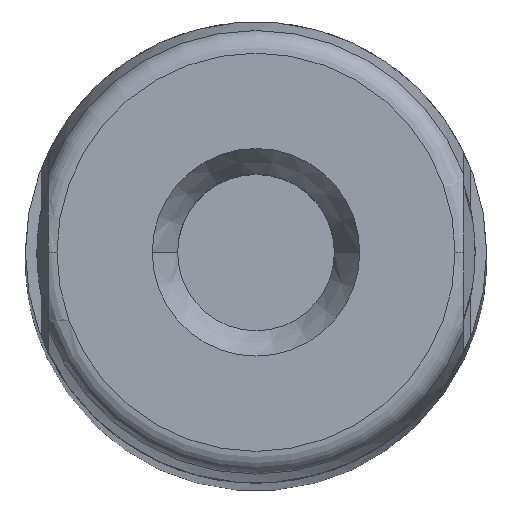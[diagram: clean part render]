
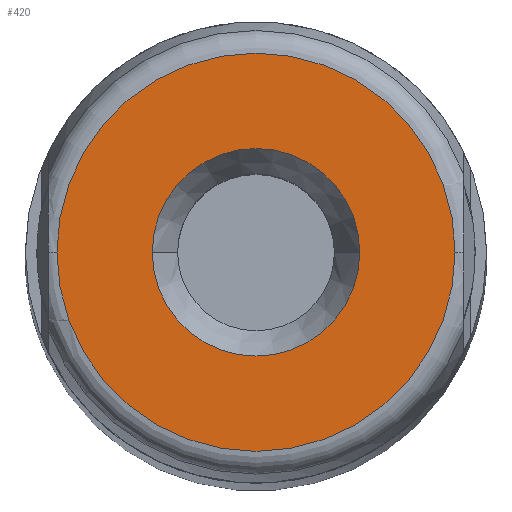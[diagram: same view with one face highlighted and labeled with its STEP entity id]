
A CAD part, top view. The second image highlights one B-rep face of the part: STEP entity #420.
In plain terms, the highlighted planar face has unit normal (0, 0, 1).
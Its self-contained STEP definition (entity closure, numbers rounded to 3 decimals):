
#306 = VERTEX_POINT ( 'NONE', #883 ) ;
#315 = EDGE_CURVE ( 'NONE', #316, #306, #871, .T. ) ;
#316 = VERTEX_POINT ( 'NONE', #873 ) ;
#331 = VERTEX_POINT ( 'NONE', #915 ) ;
#337 = EDGE_CURVE ( 'NONE', #331, #351, #939, .T. ) ;
#351 = VERTEX_POINT ( 'NONE', #993 ) ;
#420 = ADVANCED_FACE ( 'NONE', ( #1095, #1135 ), #1100, .F. ) ;
#421 = ORIENTED_EDGE ( 'NONE', *, *, #337, .F. ) ;
#436 = ORIENTED_EDGE ( 'NONE', *, *, #443, .T. ) ;
#437 = EDGE_LOOP ( 'NONE', ( #464, #421 ) ) ;
#443 = EDGE_CURVE ( 'NONE', #306, #316, #1146, .T. ) ;
#444 = EDGE_LOOP ( 'NONE', ( #483, #436 ) ) ;
#464 = ORIENTED_EDGE ( 'NONE', *, *, #479, .F. ) ;
#479 = EDGE_CURVE ( 'NONE', #351, #331, #1241, .T. ) ;
#483 = ORIENTED_EDGE ( 'NONE', *, *, #315, .T. ) ;
#866 = DIRECTION ( 'NONE',  ( 1., 0., 0. ) ) ;
#867 = DIRECTION ( 'NONE',  ( 0., 0., 1. ) ) ;
#868 = CARTESIAN_POINT ( 'NONE',  ( 0., 0., 0. ) ) ;
#869 = AXIS2_PLACEMENT_3D ( 'NONE', #868, #867, #866 ) ;
#871 = CIRCLE ( 'NONE', #869, 8.632 ) ;
#873 = CARTESIAN_POINT ( 'NONE',  ( 8.632, 0., 0. ) ) ;
#883 = CARTESIAN_POINT ( 'NONE',  ( -8.632, 0., 0. ) ) ;
#915 = CARTESIAN_POINT ( 'NONE',  ( -4.5, 0., 0. ) ) ;
#928 = DIRECTION ( 'NONE',  ( 1., 0., 0. ) ) ;
#929 = DIRECTION ( 'NONE',  ( 0., 0., 1. ) ) ;
#936 = AXIS2_PLACEMENT_3D ( 'NONE', #943, #929, #928 ) ;
#939 = CIRCLE ( 'NONE', #936, 4.5 ) ;
#943 = CARTESIAN_POINT ( 'NONE',  ( 0., 0., 0. ) ) ;
#993 = CARTESIAN_POINT ( 'NONE',  ( 4.5, 0., 0. ) ) ;
#1091 = AXIS2_PLACEMENT_3D ( 'NONE', #1125, #1124, #1123 ) ;
#1095 = FACE_BOUND ( 'NONE', #437, .T. ) ;
#1100 = PLANE ( 'NONE',  #1091 ) ;
#1123 = DIRECTION ( 'NONE',  ( -1., 0., 0. ) ) ;
#1124 = DIRECTION ( 'NONE',  ( 0., 0., -1. ) ) ;
#1125 = CARTESIAN_POINT ( 'NONE',  ( 0., 0., 0. ) ) ;
#1135 = FACE_OUTER_BOUND ( 'NONE', #444, .T. ) ;
#1145 = AXIS2_PLACEMENT_3D ( 'NONE', #1185, #1184, #1183 ) ;
#1146 = CIRCLE ( 'NONE', #1145, 8.632 ) ;
#1183 = DIRECTION ( 'NONE',  ( 1., 0., 0. ) ) ;
#1184 = DIRECTION ( 'NONE',  ( 0., 0., 1. ) ) ;
#1185 = CARTESIAN_POINT ( 'NONE',  ( 0., 0., 0. ) ) ;
#1235 = CARTESIAN_POINT ( 'NONE',  ( 0., 0., 0. ) ) ;
#1236 = AXIS2_PLACEMENT_3D ( 'NONE', #1235, #1273, #1272 ) ;
#1241 = CIRCLE ( 'NONE', #1236, 4.5 ) ;
#1272 = DIRECTION ( 'NONE',  ( 1., 0., 0. ) ) ;
#1273 = DIRECTION ( 'NONE',  ( 0., 0., 1. ) ) ;
